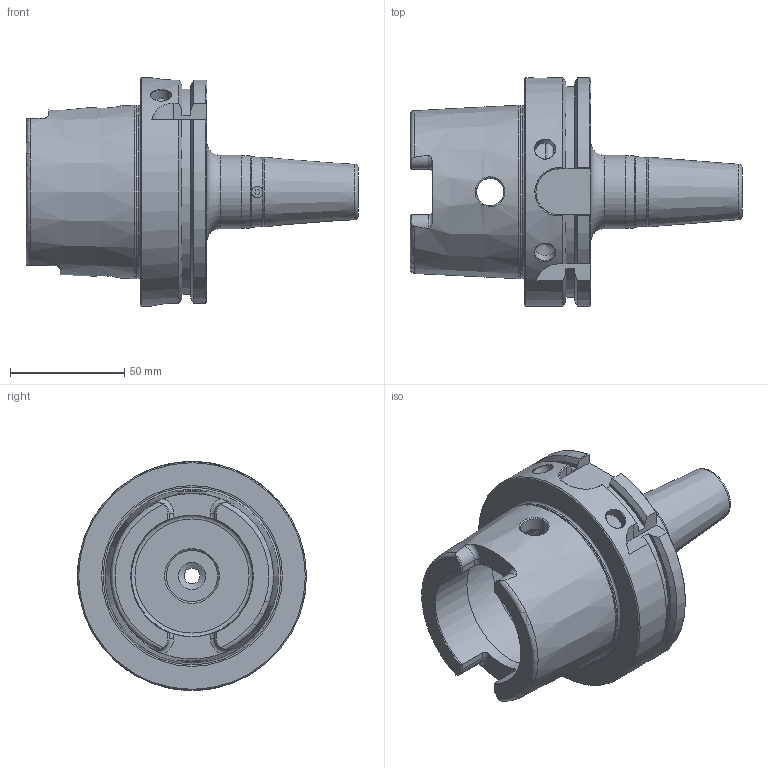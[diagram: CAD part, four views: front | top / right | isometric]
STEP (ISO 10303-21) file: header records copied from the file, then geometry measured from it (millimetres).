
FILE_DESCRIPTION(/* description */ (''),/* implementation_level */ '2;1');
FILE_NAME(/* name */ 'H100A-50SF374-9C.stp',/* time_stamp */ '2020-03-02T08:27:12-05:00',/* author */ ('Spaeth'),/* organization */ (''),/* preprocessor_version */ 'ST-DEVELOPER v17',/* originating_system */ 'Autodesk Inventor 2018',/* authorisation */ '');
FILE_SCHEMA (('AUTOMOTIVE_DESIGN { 1 0 10303 214 3 1 1 }'));
Length unit declared in the file: inch
Products named in the file (1): Part9
Bounding box: 145 x 100 x 100 mm (x, y, z)
Volume: 290729.3 mm3; surface area: 58535.8 mm2
Topology: 1 solids, 1 shells, 155 faces, 443 edges, 294 vertices
Faces by surface type: plane 49, cylinder 41, cone 37, torus 14, bspline 13, sphere 1
Full cylindrical faces by diameter (mm): 3 x2, 3.242 x2, 5 x1, 6.917 x1, 9 x2, 10 x1, 12 x2, 12.672 x1, 13.434 x1, 22.377 x1, 25.016 x1, 32 x1, 53 x2, 63 x1, 75.364 x1, 100 x1
Entity records: 6626 total; most frequent: CARTESIAN_POINT 2470, ORIENTED_EDGE 884, DIRECTION 790, EDGE_CURVE 442, AXIS2_PLACEMENT_3D 322, VERTEX_POINT 296, CIRCLE 175, EDGE_LOOP 172
